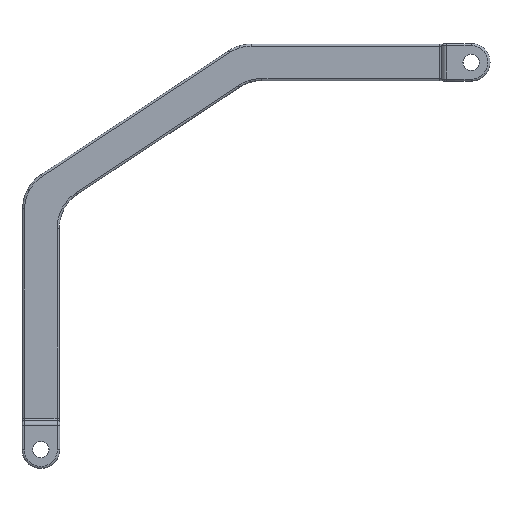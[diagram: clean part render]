
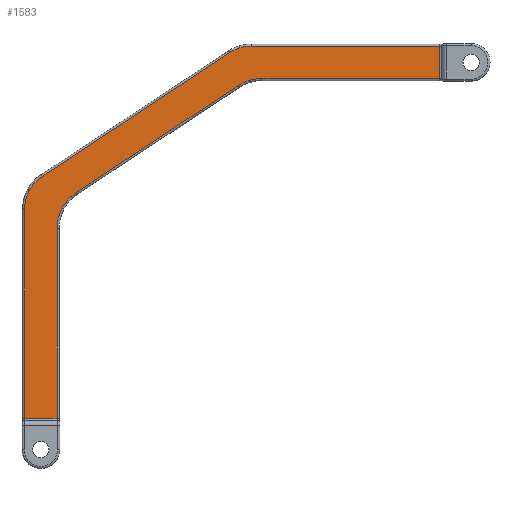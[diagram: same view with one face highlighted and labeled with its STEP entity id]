
A CAD part, front view. The second image highlights one B-rep face of the part: STEP entity #1583.
In plain terms, the highlighted planar face has unit normal (0, -1, 0).
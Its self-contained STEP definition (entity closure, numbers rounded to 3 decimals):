
#46=PLANE('',#1774);
#56=LINE('',#2434,#142);
#58=LINE('',#2442,#144);
#60=LINE('',#2472,#146);
#70=LINE('',#2529,#156);
#72=LINE('',#2559,#158);
#74=LINE('',#2572,#160);
#124=LINE('',#2905,#210);
#125=LINE('',#2908,#211);
#142=VECTOR('',#1914,1000.);
#144=VECTOR('',#1922,1000.);
#146=VECTOR('',#1940,1000.);
#156=VECTOR('',#1992,1000.);
#158=VECTOR('',#2010,1000.);
#160=VECTOR('',#2022,1000.);
#210=VECTOR('',#2174,1000.);
#211=VECTOR('',#2179,1000.);
#267=ELLIPSE('',#1671,4.722,4.215);
#269=ELLIPSE('',#1684,4.62,4.052);
#270=ELLIPSE('',#1711,4.272,3.814);
#271=ELLIPSE('',#1724,4.18,3.666);
#283=ELLIPSE('',#1775,4.18,3.666);
#284=ELLIPSE('',#1776,4.272,3.814);
#285=ELLIPSE('',#1777,4.722,4.215);
#286=ELLIPSE('',#1778,4.62,4.052);
#357=FACE_OUTER_BOUND('',#458,.T.);
#458=EDGE_LOOP('',(#1260,#1261,#1262,#1263,#1264,#1265,#1266,#1267,#1268,
#1269,#1270,#1271,#1272,#1273,#1274,#1275));
#653=VERTEX_POINT('',#2415);
#654=VERTEX_POINT('',#2417);
#657=VERTEX_POINT('',#2424);
#661=VERTEX_POINT('',#2432);
#662=VERTEX_POINT('',#2436);
#666=VERTEX_POINT('',#2457);
#668=VERTEX_POINT('',#2462);
#672=VERTEX_POINT('',#2470);
#693=VERTEX_POINT('',#2518);
#698=VERTEX_POINT('',#2527);
#699=VERTEX_POINT('',#2542);
#702=VERTEX_POINT('',#2549);
#706=VERTEX_POINT('',#2557);
#707=VERTEX_POINT('',#2561);
#712=VERTEX_POINT('',#2570);
#713=VERTEX_POINT('',#2585);
#807=EDGE_CURVE('',#654,#653,#267,.T.);
#815=EDGE_CURVE('',#657,#661,#56,.T.);
#819=EDGE_CURVE('',#662,#654,#58,.T.);
#822=EDGE_CURVE('',#661,#666,#269,.T.);
#828=EDGE_CURVE('',#668,#672,#60,.T.);
#854=EDGE_CURVE('',#693,#698,#70,.T.);
#855=EDGE_CURVE('',#699,#693,#270,.T.);
#863=EDGE_CURVE('',#702,#706,#72,.T.);
#869=EDGE_CURVE('',#707,#712,#74,.T.);
#870=EDGE_CURVE('',#713,#707,#271,.T.);
#969=EDGE_CURVE('',#672,#702,#124,.T.);
#970=EDGE_CURVE('',#706,#713,#283,.T.);
#971=EDGE_CURVE('',#712,#699,#284,.T.);
#972=EDGE_CURVE('',#698,#662,#125,.T.);
#973=EDGE_CURVE('',#653,#657,#285,.T.);
#974=EDGE_CURVE('',#666,#668,#286,.T.);
#1260=ORIENTED_EDGE('',*,*,#969,.T.);
#1261=ORIENTED_EDGE('',*,*,#863,.T.);
#1262=ORIENTED_EDGE('',*,*,#970,.T.);
#1263=ORIENTED_EDGE('',*,*,#870,.T.);
#1264=ORIENTED_EDGE('',*,*,#869,.T.);
#1265=ORIENTED_EDGE('',*,*,#971,.T.);
#1266=ORIENTED_EDGE('',*,*,#855,.T.);
#1267=ORIENTED_EDGE('',*,*,#854,.T.);
#1268=ORIENTED_EDGE('',*,*,#972,.T.);
#1269=ORIENTED_EDGE('',*,*,#819,.T.);
#1270=ORIENTED_EDGE('',*,*,#807,.T.);
#1271=ORIENTED_EDGE('',*,*,#973,.T.);
#1272=ORIENTED_EDGE('',*,*,#815,.T.);
#1273=ORIENTED_EDGE('',*,*,#822,.T.);
#1274=ORIENTED_EDGE('',*,*,#974,.T.);
#1275=ORIENTED_EDGE('',*,*,#828,.T.);
#1583=ADVANCED_FACE('',(#357),#46,.F.);
#1671=AXIS2_PLACEMENT_3D('',#2418,#1897,#1898);
#1684=AXIS2_PLACEMENT_3D('',#2459,#1927,#1928);
#1711=AXIS2_PLACEMENT_3D('',#2543,#1993,#1994);
#1724=AXIS2_PLACEMENT_3D('',#2586,#2023,#2024);
#1774=AXIS2_PLACEMENT_3D('',#2904,#2172,#2173);
#1775=AXIS2_PLACEMENT_3D('',#2906,#2175,#2176);
#1776=AXIS2_PLACEMENT_3D('',#2907,#2177,#2178);
#1777=AXIS2_PLACEMENT_3D('',#2909,#2180,#2181);
#1778=AXIS2_PLACEMENT_3D('',#2910,#2182,#2183);
#1897=DIRECTION('center_axis',(0.,1.,0.));
#1898=DIRECTION('ref_axis',(0.244,0.,0.97));
#1914=DIRECTION('',(0.835,0.,0.551));
#1922=DIRECTION('',(0.,0.,1.));
#1927=DIRECTION('center_axis',(0.,1.,0.));
#1928=DIRECTION('ref_axis',(0.906,0.,0.424));
#1940=DIRECTION('',(1.,0.,0.));
#1992=DIRECTION('',(0.,0.,-1.));
#1993=DIRECTION('center_axis',(0.,-1.,0.));
#1994=DIRECTION('ref_axis',(-0.244,0.,-0.97));
#2010=DIRECTION('',(-1.,0.,0.));
#2022=DIRECTION('',(-0.835,0.,-0.551));
#2023=DIRECTION('center_axis',(0.,-1.,0.));
#2024=DIRECTION('ref_axis',(0.906,0.,0.424));
#2172=DIRECTION('center_axis',(0.,1.,0.));
#2173=DIRECTION('ref_axis',(0.,0.,1.));
#2174=DIRECTION('',(0.,0.,1.));
#2175=DIRECTION('center_axis',(0.,-1.,0.));
#2176=DIRECTION('ref_axis',(0.989,0.,0.145));
#2177=DIRECTION('center_axis',(0.,-1.,0.));
#2178=DIRECTION('ref_axis',(-0.675,0.,-0.738));
#2179=DIRECTION('',(1.,0.,0.));
#2180=DIRECTION('center_axis',(0.,1.,0.));
#2181=DIRECTION('ref_axis',(0.675,0.,0.738));
#2182=DIRECTION('center_axis',(0.,1.,0.));
#2183=DIRECTION('ref_axis',(0.989,0.,0.145));
#2415=CARTESIAN_POINT('',(-9.297,8.25,-6.498));
#2417=CARTESIAN_POINT('',(-9.924,8.25,-8.986));
#2418=CARTESIAN_POINT('Origin',(-5.677,8.25,-8.734));
#2424=CARTESIAN_POINT('',(-7.566,8.25,-4.605));
#2432=CARTESIAN_POINT('',(12.187,8.25,8.431));
#2434=CARTESIAN_POINT('',(-51.614,8.25,-33.673));
#2436=CARTESIAN_POINT('',(-9.924,8.25,-32.155));
#2442=CARTESIAN_POINT('',(-9.924,8.25,-27.406));
#2457=CARTESIAN_POINT('',(13.569,8.25,9.077));
#2459=CARTESIAN_POINT('Origin',(14.571,8.25,5.134));
#2462=CARTESIAN_POINT('',(15.079,8.25,9.299));
#2470=CARTESIAN_POINT('',(36.78,8.25,9.299));
#2472=CARTESIAN_POINT('',(-55.75,8.25,9.299));
#2518=CARTESIAN_POINT('',(-13.876,8.25,-6.59));
#2527=CARTESIAN_POINT('',(-13.876,8.25,-32.155));
#2529=CARTESIAN_POINT('',(-13.876,8.25,-27.406));
#2542=CARTESIAN_POINT('',(-13.309,8.25,-4.339));
#2543=CARTESIAN_POINT('Origin',(-10.033,8.25,-6.362));
#2549=CARTESIAN_POINT('',(36.78,8.25,13.251));
#2557=CARTESIAN_POINT('',(13.742,8.25,13.251));
#2559=CARTESIAN_POINT('',(-55.75,8.25,13.251));
#2561=CARTESIAN_POINT('',(11.126,8.25,12.465));
#2570=CARTESIAN_POINT('',(-11.742,8.25,-2.626));
#2572=CARTESIAN_POINT('',(-53.791,8.25,-30.375));
#2585=CARTESIAN_POINT('',(12.377,8.25,13.05));
#2586=CARTESIAN_POINT('Origin',(13.283,8.25,9.482));
#2904=CARTESIAN_POINT('Origin',(-55.75,8.25,-27.406));
#2905=CARTESIAN_POINT('',(36.78,8.25,13.503));
#2906=CARTESIAN_POINT('Origin',(13.585,8.25,9.573));
#2907=CARTESIAN_POINT('Origin',(-9.816,8.25,-5.959));
#2908=CARTESIAN_POINT('',(-9.672,8.25,-32.155));
#2909=CARTESIAN_POINT('Origin',(-5.437,8.25,-8.289));
#2910=CARTESIAN_POINT('Origin',(14.905,8.25,5.234));
